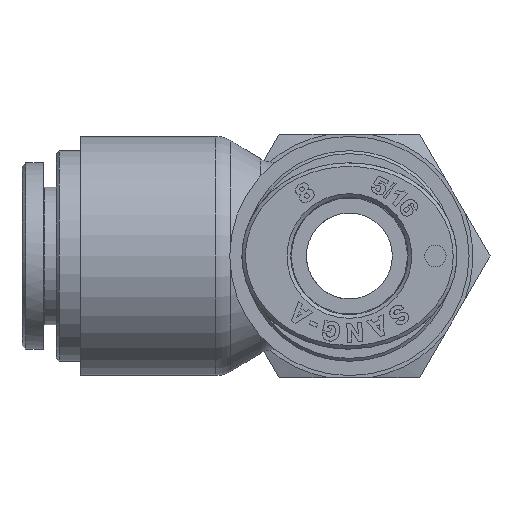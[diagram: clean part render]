
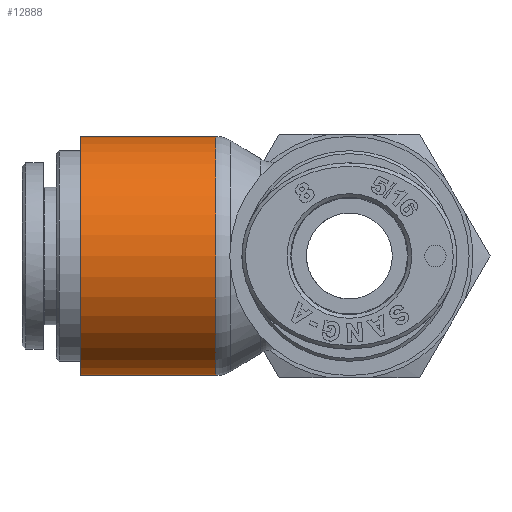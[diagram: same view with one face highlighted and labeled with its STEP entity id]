
A CAD part, left-side view. The second image highlights one B-rep face of the part: STEP entity #12888.
In plain terms, the highlighted cylindrical face has radius 8.35 mm (diameter 16.7 mm), a full revolution.
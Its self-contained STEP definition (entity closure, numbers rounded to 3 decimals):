
#12828=CARTESIAN_POINT('',(-8.35,9.317,0.));
#12829=VERTEX_POINT('',#12828);
#12830=CARTESIAN_POINT('',(0.,9.317,0.0));
#12831=DIRECTION('',(0.0,-1.0,0.0));
#12832=DIRECTION('',(1.0,0.0,0.0));
#12833=AXIS2_PLACEMENT_3D('',#12830,#12831,#12832);
#12834=CIRCLE('',#12833,8.35);
#12835=EDGE_CURVE('',#12829,#12829,#12834,.T.);
#12869=CARTESIAN_POINT('',(0.,13.75,0.0));
#12870=DIRECTION('',(0.,1.0,0.0));
#12871=DIRECTION('',(-1.0,0.0,0.0));
#12872=AXIS2_PLACEMENT_3D('',#12869,#12870,#12871);
#12873=CYLINDRICAL_SURFACE('',#12872,8.35);
#12874=CARTESIAN_POINT('',(-8.35,18.75,0.0));
#12875=VERTEX_POINT('',#12874);
#12876=CARTESIAN_POINT('',(0.,18.75,0.0));
#12877=DIRECTION('',(0.0,1.0,0.0));
#12878=DIRECTION('',(-1.0,0.0,0.0));
#12879=AXIS2_PLACEMENT_3D('',#12876,#12877,#12878);
#12880=CIRCLE('',#12879,8.35);
#12881=EDGE_CURVE('',#12875,#12875,#12880,.T.);
#12882=ORIENTED_EDGE('',*,*,#12881,.F.);
#12883=EDGE_LOOP('',(#12882));
#12884=FACE_OUTER_BOUND('',#12883,.T.);
#12885=ORIENTED_EDGE('',*,*,#12835,.F.);
#12886=EDGE_LOOP('',(#12885));
#12887=FACE_BOUND('',#12886,.T.);
#12888=ADVANCED_FACE('',(#12884,#12887),#12873,.T.);
